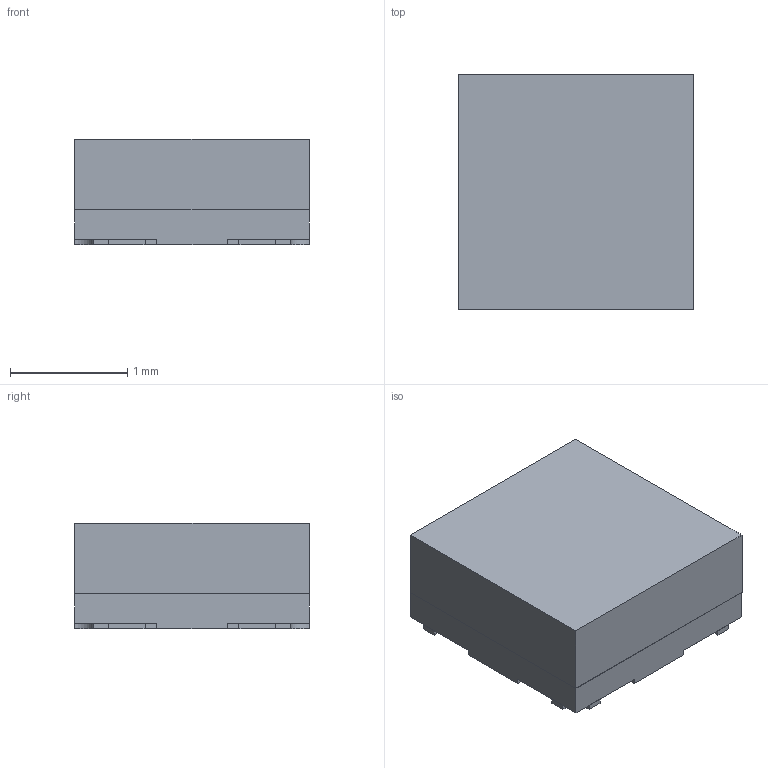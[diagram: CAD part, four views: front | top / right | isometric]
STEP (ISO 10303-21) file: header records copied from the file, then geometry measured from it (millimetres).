
FILE_DESCRIPTION(/* description */ ('Unknown'),/* implementation_level */ '2;1');
FILE_NAME(/* name */ '1502024017310',/* time_stamp */ '2021-03-02T10:20:46+01:00',/* author */ ('Unknown'),/* organization */ ('Unknown'),/* preprocessor_version */ 'ST-DEVELOPER v16.7',/* originating_system */ 'DEX',/* authorisation */ $);
FILE_SCHEMA (('AUTOMOTIVE_DESIGN {1 0 10303 214 3 1 1}'));
Length unit declared in the file: millimetre
Products named in the file (4): 1502024017310; PCB; Contacts; Resin
Assembly tree (3 placements, depth 2):
  1502024017310
    PCB
    Contacts
    Resin
Bounding box: 2 x 2 x 0.9 mm (x, y, z)
Volume: 3.7 mm3; surface area: 27.2 mm2
Topology: 6 solids, 6 shells, 187 faces, 426 edges, 284 vertices
Faces by surface type: plane 144, cylinder 30, bspline 13
Full cylindrical faces by diameter (mm): 0.048 x18
Entity records: 6963 total; most frequent: CARTESIAN_POINT 1731, DIRECTION 821, ORIENTED_EDGE 790, EDGE_CURVE 395, LINE 309, VECTOR 309, VERTEX_POINT 284, EDGE_LOOP 269
